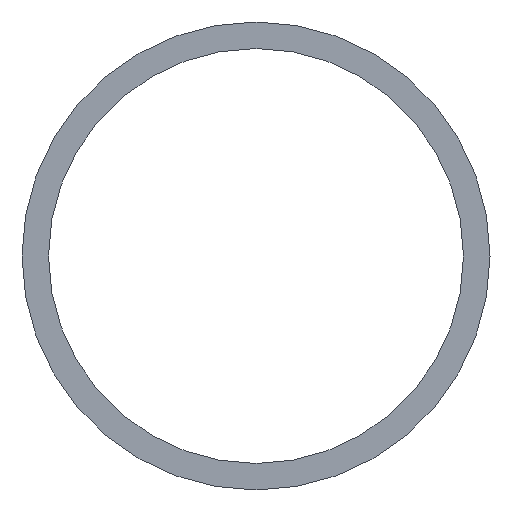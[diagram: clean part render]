
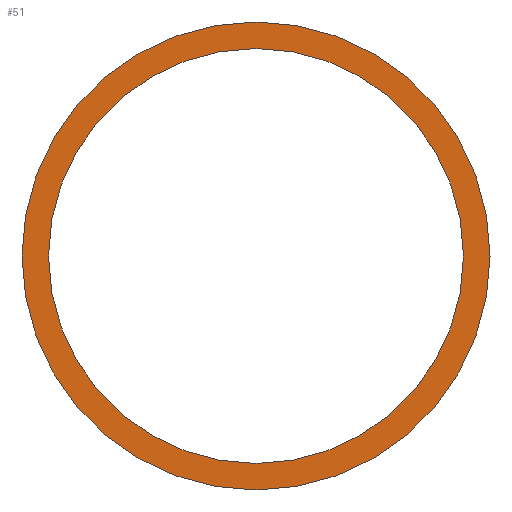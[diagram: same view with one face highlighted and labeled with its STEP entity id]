
A CAD part, left-side view. The second image highlights one B-rep face of the part: STEP entity #51.
In plain terms, the highlighted planar face has unit normal (-1, 0, 0).
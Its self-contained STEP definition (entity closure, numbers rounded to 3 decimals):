
#51 = ADVANCED_FACE( '', ( #121, #122 ), #123, .F. );
#53 = EDGE_CURVE( '', #61, #77, #125, .T. );
#55 = EDGE_CURVE( '', #77, #61, #127, .T. );
#61 = VERTEX_POINT( '', #134 );
#65 = VERTEX_POINT( '', #138 );
#77 = VERTEX_POINT( '', #151 );
#79 = VERTEX_POINT( '', #153 );
#83 = EDGE_CURVE( '', #79, #65, #157, .T. );
#93 = EDGE_CURVE( '', #65, #79, #170, .T. );
#121 = FACE_OUTER_BOUND( '', #189, .T. );
#122 = FACE_BOUND( '', #190, .T. );
#123 = PLANE( '', #191 );
#125 = CIRCLE( '', #194, 200. );
#127 = CIRCLE( '', #197, 200. );
#134 = CARTESIAN_POINT( '', ( 0., 0., -200. ) );
#138 = CARTESIAN_POINT( '', ( 0., 0., 177.3 ) );
#151 = CARTESIAN_POINT( '', ( 0., 0., 200. ) );
#153 = CARTESIAN_POINT( '', ( 0., 0., -177.3 ) );
#157 = CIRCLE( '', #231, 177.3 );
#170 = CIRCLE( '', #246, 177.3 );
#189 = EDGE_LOOP( '', ( #267, #268 ) );
#190 = EDGE_LOOP( '', ( #269, #270 ) );
#191 = AXIS2_PLACEMENT_3D( '', #271, #272, #273 );
#194 = AXIS2_PLACEMENT_3D( '', #274, #275, #276 );
#197 = AXIS2_PLACEMENT_3D( '', #277, #278, #279 );
#231 = AXIS2_PLACEMENT_3D( '', #304, #305, #306 );
#246 = AXIS2_PLACEMENT_3D( '', #326, #327, #328 );
#267 = ORIENTED_EDGE( '', *, *, #53, .F. );
#268 = ORIENTED_EDGE( '', *, *, #55, .F. );
#269 = ORIENTED_EDGE( '', *, *, #83, .T. );
#270 = ORIENTED_EDGE( '', *, *, #93, .T. );
#271 = CARTESIAN_POINT( '', ( 0., 0., 0. ) );
#272 = DIRECTION( '', ( 1., 0., 0. ) );
#273 = DIRECTION( '', ( 0., 0., -1. ) );
#274 = CARTESIAN_POINT( '', ( 0., 0., 0. ) );
#275 = DIRECTION( '', ( 1., 0., 0. ) );
#276 = DIRECTION( '', ( 0., 0., -1. ) );
#277 = CARTESIAN_POINT( '', ( 0., 0., 0. ) );
#278 = DIRECTION( '', ( 1., 0., 0. ) );
#279 = DIRECTION( '', ( 0., 0., -1. ) );
#304 = CARTESIAN_POINT( '', ( 0., 0., 0. ) );
#305 = DIRECTION( '', ( 1., 0., 0. ) );
#306 = DIRECTION( '', ( 0., 0., -1. ) );
#326 = CARTESIAN_POINT( '', ( 0., 0., 0. ) );
#327 = DIRECTION( '', ( 1., 0., 0. ) );
#328 = DIRECTION( '', ( 0., 0., -1. ) );
